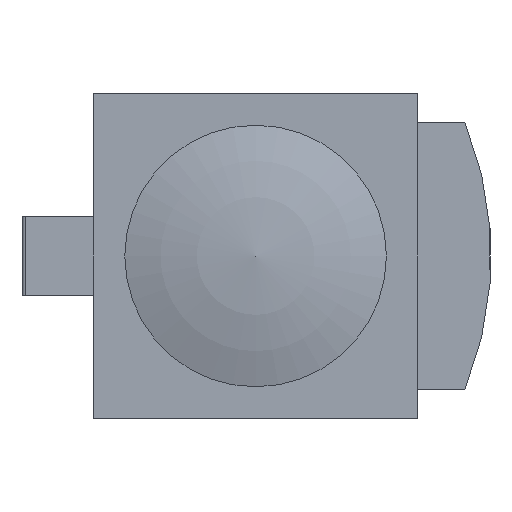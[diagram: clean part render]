
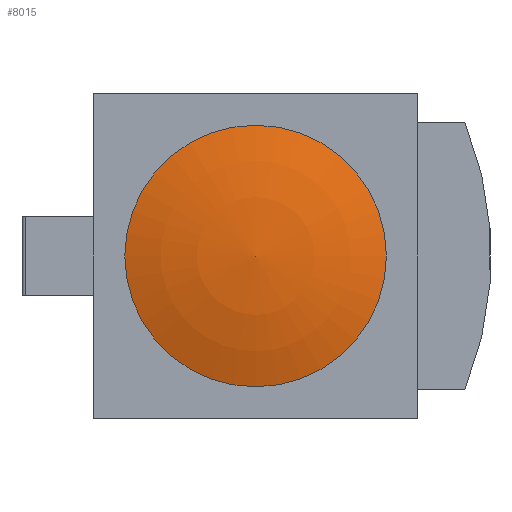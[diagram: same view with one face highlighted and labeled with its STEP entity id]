
A CAD part, front view. The second image highlights one B-rep face of the part: STEP entity #8015.
In plain terms, the highlighted toroidal (fillet/blend) face has major radius 1.578 mm and minor radius 90 mm.
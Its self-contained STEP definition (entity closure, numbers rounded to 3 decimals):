
#24=VERTEX_LOOP('',#4545);
#27=DEGENERATE_TOROIDAL_SURFACE('',#8490,1.578,90.,
 .F.);
#1635=CIRCLE('',#8480,25.);
#2549=ORIENTED_EDGE('',*,*,#3879,.T.);
#3879=EDGE_CURVE('',#4540,#4540,#1635,.T.);
#4540=VERTEX_POINT('',#11582);
#4545=VERTEX_POINT('',#11597);
#4909=EDGE_LOOP('',(#2549));
#5296=FACE_BOUND('',#4909,.T.);
#5297=FACE_BOUND('',#24,.T.);
#8015=ADVANCED_FACE('',(#5296,#5297),#27,.F.);
#8480=AXIS2_PLACEMENT_3D('',#11581,#9673,#9674);
#8490=AXIS2_PLACEMENT_3D('',#11596,#9693,#9694);
#9673=DIRECTION('',(0.,-1.,0.));
#9674=DIRECTION('',(0.,0.,-1.));
#9693=DIRECTION('',(0.,-1.,0.));
#9694=DIRECTION('',(0.,0.,-1.));
#11581=CARTESIAN_POINT('',(0.,-45.,0.));
#11582=CARTESIAN_POINT('',(0.,-45.,-25.));
#11596=CARTESIAN_POINT('',(0.,40.986,0.));
#11597=CARTESIAN_POINT('',(0.,-49.,0.));
